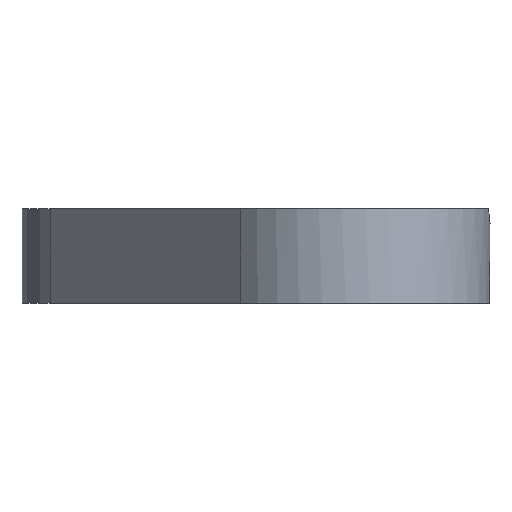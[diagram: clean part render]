
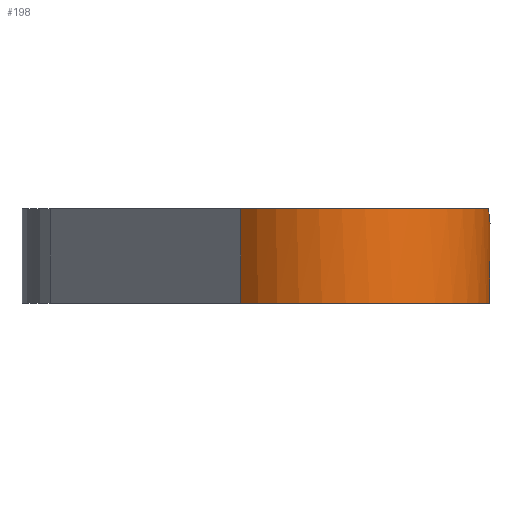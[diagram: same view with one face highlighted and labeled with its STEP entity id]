
A CAD part, front view. The second image highlights one B-rep face of the part: STEP entity #198.
In plain terms, the highlighted cylindrical face has radius 6 mm (diameter 12 mm), a partial arc.
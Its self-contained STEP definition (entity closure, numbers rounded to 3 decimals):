
#198=ADVANCED_FACE('',(#307),#309,.T.);
#307=FACE_BOUND('',#308,.T.);
#308=EDGE_LOOP('',(#703,#704,#705,#706,#707));
#309=CYLINDRICAL_SURFACE('',#310,6.);
#310=AXIS2_PLACEMENT_3D('',#311,#312,#313);
#311=CARTESIAN_POINT('',(-57.713,-22.5,18.));
#312=DIRECTION('',(0.,0.,1.));
#313=DIRECTION('',(-0.761,-0.648,0.));
#703=ORIENTED_EDGE('',*,*,#948,.F.);
#704=ORIENTED_EDGE('',*,*,#912,.F.);
#705=ORIENTED_EDGE('',*,*,#949,.F.);
#706=ORIENTED_EDGE('',*,*,#887,.T.);
#707=ORIENTED_EDGE('',*,*,#947,.T.);
#887=EDGE_CURVE('',#1017,#1015,#1018,.T.);
#912=EDGE_CURVE('',#1065,#1044,#1067,.T.);
#947=EDGE_CURVE('',#1015,#1128,#1130,.T.);
#948=EDGE_CURVE('',#1044,#1128,#1131,.T.);
#949=EDGE_CURVE('',#1017,#1065,#1132,.T.);
#1015=VERTEX_POINT('',#1231);
#1017=VERTEX_POINT('',#1235);
#1018=CIRCLE('',#1236,6.);
#1044=VERTEX_POINT('',#1299);
#1065=VERTEX_POINT('',#1345);
#1067=CIRCLE('',#1349,6.);
#1128=VERTEX_POINT('',#1480);
#1130=LINE('',#1484,#1485);
#1131=(BOUNDED_CURVE()B_SPLINE_CURVE(3,
(#1487,#1488,#1489,#1490),
.UNSPECIFIED.,.F.,.F.)B_SPLINE_CURVE_WITH_KNOTS((4,4),
(0.,1.),
.UNSPECIFIED.)CURVE()GEOMETRIC_REPRESENTATION_ITEM()RATIONAL_B_SPLINE_CURVE((1.,
0.931,0.931,1.))REPRESENTATION_ITEM(''));
#1132=LINE('',#1491,#1492);
#1231=CARTESIAN_POINT('',(-53.434,-18.295,18.));
#1235=CARTESIAN_POINT('',(-62.282,-26.39,18.));
#1236=AXIS2_PLACEMENT_3D('',#1237,#1238,#1239);
#1237=CARTESIAN_POINT('',(-57.713,-22.5,18.));
#1238=DIRECTION('',(0.,0.,1.));
#1239=DIRECTION('',(-0.761,-0.648,0.));
#1299=CARTESIAN_POINT('',(-51.774,-23.349,22.));
#1345=CARTESIAN_POINT('',(-62.282,-26.39,22.));
#1349=AXIS2_PLACEMENT_3D('',#1350,#1351,#1352);
#1350=CARTESIAN_POINT('',(-57.713,-22.5,22.));
#1351=DIRECTION('',(0.,0.,1.));
#1352=DIRECTION('',(-0.761,-0.648,0.));
#1480=CARTESIAN_POINT('',(-53.434,-18.295,20.));
#1484=CARTESIAN_POINT('',(-53.434,-18.295,18.));
#1485=VECTOR('',#1486,1.);
#1486=DIRECTION('',(0.,0.,1.));
#1487=CARTESIAN_POINT('',(-51.774,-23.349,22.));
#1488=CARTESIAN_POINT('',(-51.504,-21.463,20.576));
#1489=CARTESIAN_POINT('',(-52.099,-19.653,19.859));
#1490=CARTESIAN_POINT('',(-53.434,-18.295,20.));
#1491=CARTESIAN_POINT('',(-62.282,-26.39,18.));
#1492=VECTOR('',#1493,1.);
#1493=DIRECTION('',(0.,0.,1.));
